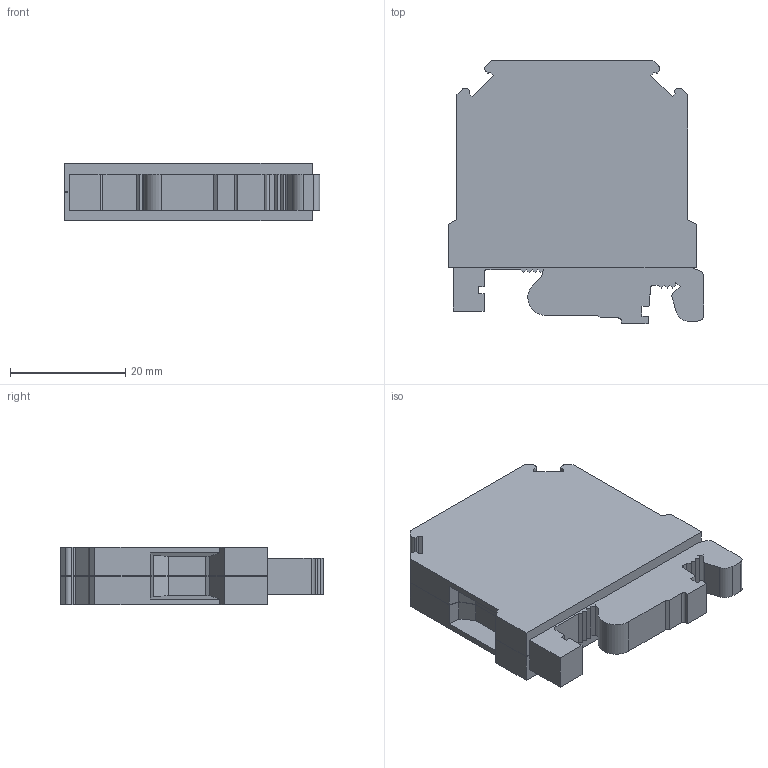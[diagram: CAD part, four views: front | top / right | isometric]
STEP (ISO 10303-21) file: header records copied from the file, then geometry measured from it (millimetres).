
FILE_DESCRIPTION(/* description */ ('Unknown'),/* implementation_level */ '2;1');
FILE_NAME(/* name */ 'ET10_SOLID',/* time_stamp */ '2024-07-12T15:38:22+05:00',/* author */ ('Unknown'),/* organization */ ('Unknown'),/* preprocessor_version */ 'ST-DEVELOPER v16.7',/* originating_system */ 'Solid Edge',/* authorisation */ 'Unknown');
FILE_SCHEMA (('AUTOMOTIVE_DESIGN {1 0 10303 214 3 1 1}'));
Length unit declared in the file: millimetre
Products named in the file (1): ET10_SOLID
Bounding box: 44.3 x 45.7 x 10.05 mm (x, y, z)
Volume: 14564.3 mm3; surface area: 8363.8 mm2
Topology: 1 solids, 1 shells, 184 faces, 532 edges, 352 vertices
Faces by surface type: plane 154, cylinder 22, cone 4, torus 4
Entity records: 7308 total; most frequent: CARTESIAN_POINT 1117, ORIENTED_EDGE 1064, DIRECTION 946, EDGE_CURVE 532, LINE 456, VECTOR 456, VERTEX_POINT 352, AXIS2_PLACEMENT_3D 245
